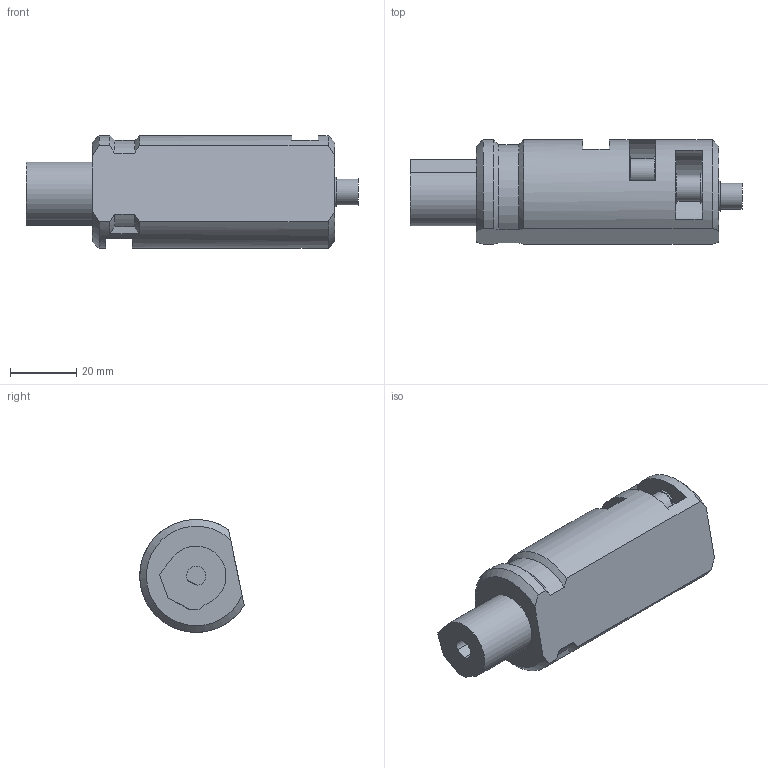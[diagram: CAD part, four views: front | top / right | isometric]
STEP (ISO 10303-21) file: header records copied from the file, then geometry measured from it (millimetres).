
FILE_DESCRIPTION(/* description */ (''),/* implementation_level */ '2;1');
FILE_NAME(/* name */ 'MSU assembly.step',/* time_stamp */ '2021-01-21T15:10:39-05:00',/* author */ (''),/* organization */ (''),/* preprocessor_version */ 'ST-DEVELOPER v18.1',/* originating_system */ 'Autodesk Translation Framework v9.7.1.1290',/* authorisation */ '');
FILE_SCHEMA (('AUTOMOTIVE_DESIGN { 1 0 10303 214 3 1 1 }'));
Length unit declared in the file: millimetre
Products named in the file (2): MMUV4; mmu2-idler-heated-inserts v2
Assembly tree (1 placements, depth 2):
  MMUV4
    mmu2-idler-heated-inserts v2
Bounding box: 100 x 31.47 x 33.97 mm (x, y, z)
Volume: 52787.9 mm3; surface area: 16038.6 mm2
Topology: 1 solids, 1 shells, 74 faces, 153 edges, 102 vertices
Faces by surface type: plane 37, cylinder 31, cone 6
Full cylindrical faces by diameter (mm): 3.2 x2, 4.6 x2, 7.9 x6, 9 x11
Entity records: 2070 total; most frequent: DIRECTION 375, CARTESIAN_POINT 354, ORIENTED_EDGE 306, AXIS2_PLACEMENT_3D 155, EDGE_CURVE 153, EDGE_LOOP 109, VERTEX_POINT 102, CIRCLE 76
